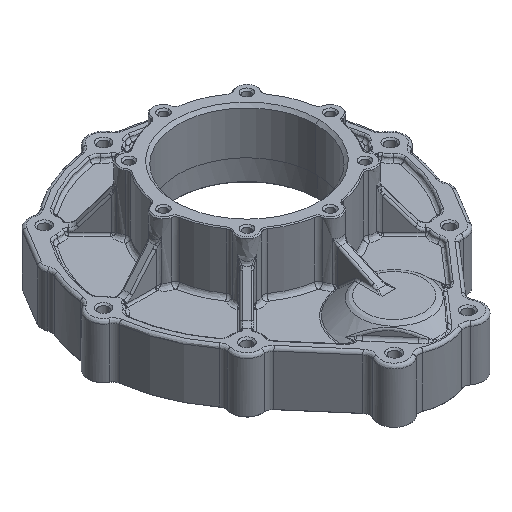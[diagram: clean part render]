
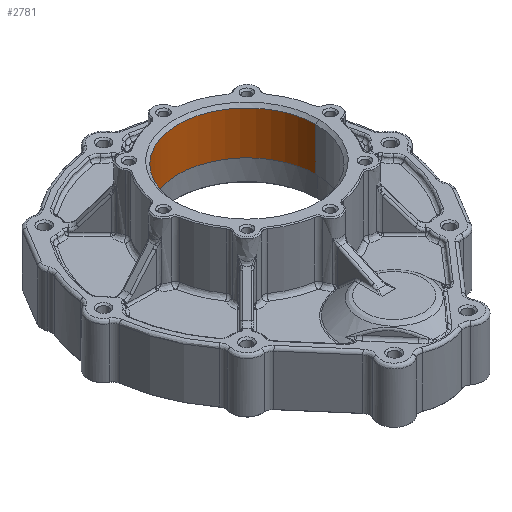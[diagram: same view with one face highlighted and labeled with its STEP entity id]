
A CAD part, isometric view. The second image highlights one B-rep face of the part: STEP entity #2781.
In plain terms, the highlighted free-form (B-spline) face has degree [2, 1] with [5, 2] control points.
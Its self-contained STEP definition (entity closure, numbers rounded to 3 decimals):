
#2781 = ADVANCED_FACE('',(#2782),#2818,.T.);
#2782 = FACE_BOUND('',#2783,.T.);
#2783 = EDGE_LOOP('',(#2784,#2793,#2803,#2810));
#2784 = ORIENTED_EDGE('',*,*,#2785,.F.);
#2785 = EDGE_CURVE('',#2786,#2788,#2790,.T.);
#2786 = VERTEX_POINT('',#2787);
#2787 = CARTESIAN_POINT('',(71.917,0.,
    111.984));
#2788 = VERTEX_POINT('',#2789);
#2789 = CARTESIAN_POINT('',(71.917,0.,66.78));
#2790 = B_SPLINE_CURVE_WITH_KNOTS('',1,(#2791,#2792),.UNSPECIFIED.,.F.,
  .F.,(2,2),(0.,44.),.PIECEWISE_BEZIER_KNOTS.);
#2791 = CARTESIAN_POINT('',(71.917,0.,111.984));
#2792 = CARTESIAN_POINT('',(71.917,0.,66.78));
#2793 = ORIENTED_EDGE('',*,*,#2794,.F.);
#2794 = EDGE_CURVE('',#2795,#2786,#2797,.T.);
#2795 = VERTEX_POINT('',#2796);
#2796 = CARTESIAN_POINT('',(-71.917,0.,111.984));
#2797 = ( BOUNDED_CURVE() B_SPLINE_CURVE(2,(#2798,#2799,#2800,#2801,
#2802),.UNSPECIFIED.,.F.,.F.) B_SPLINE_CURVE_WITH_KNOTS((3,2,3),(0.,
1.571,3.142),.PIECEWISE_BEZIER_KNOTS.) CURVE() 
GEOMETRIC_REPRESENTATION_ITEM() RATIONAL_B_SPLINE_CURVE((1.,
0.707,1.,0.707,1.)) REPRESENTATION_ITEM('') );
#2798 = CARTESIAN_POINT('',(-71.917,0.,111.984));
#2799 = CARTESIAN_POINT('',(-71.917,71.917,
    111.984));
#2800 = CARTESIAN_POINT('',(0.,71.917,
    111.984));
#2801 = CARTESIAN_POINT('',(71.917,71.917,
    111.984));
#2802 = CARTESIAN_POINT('',(71.917,0.,
    111.984));
#2803 = ORIENTED_EDGE('',*,*,#2804,.T.);
#2804 = EDGE_CURVE('',#2795,#2805,#2807,.T.);
#2805 = VERTEX_POINT('',#2806);
#2806 = CARTESIAN_POINT('',(-71.917,0.,
    66.78));
#2807 = B_SPLINE_CURVE_WITH_KNOTS('',1,(#2808,#2809),.UNSPECIFIED.,.F.,
  .F.,(2,2),(0.,44.),.PIECEWISE_BEZIER_KNOTS.);
#2808 = CARTESIAN_POINT('',(-71.917,0.,
    111.984));
#2809 = CARTESIAN_POINT('',(-71.917,0.,
    66.78));
#2810 = ORIENTED_EDGE('',*,*,#2811,.T.);
#2811 = EDGE_CURVE('',#2805,#2788,#2812,.T.);
#2812 = ( BOUNDED_CURVE() B_SPLINE_CURVE(2,(#2813,#2814,#2815,#2816,
#2817),.UNSPECIFIED.,.F.,.F.) B_SPLINE_CURVE_WITH_KNOTS((3,2,3),(
    3.142,4.712,6.283),
.PIECEWISE_BEZIER_KNOTS.) CURVE() GEOMETRIC_REPRESENTATION_ITEM() 
RATIONAL_B_SPLINE_CURVE((1.,0.707,1.,0.707,1.)) 
REPRESENTATION_ITEM('') );
#2813 = CARTESIAN_POINT('',(-71.917,0.,
    66.78));
#2814 = CARTESIAN_POINT('',(-71.917,71.917,
    66.78));
#2815 = CARTESIAN_POINT('',(0.,71.917,
    66.78));
#2816 = CARTESIAN_POINT('',(71.917,71.917,
    66.78));
#2817 = CARTESIAN_POINT('',(71.917,0.,
    66.78));
#2818 = ( BOUNDED_SURFACE() B_SPLINE_SURFACE(2,1,(
    (#2819,#2820)
    ,(#2821,#2822)
    ,(#2823,#2824)
    ,(#2825,#2826)
    ,(#2827,#2828
)),.UNSPECIFIED.,.F.,.F.,.F.) B_SPLINE_SURFACE_WITH_KNOTS((3,2,3),(2,2),
  (0.,1.571,3.142),(2.2,46.2),
.PIECEWISE_BEZIER_KNOTS.) GEOMETRIC_REPRESENTATION_ITEM() 
RATIONAL_B_SPLINE_SURFACE((
    (1.,1.)
    ,(0.707,0.707)
    ,(1.,1.)
    ,(0.707,0.707)
,(1.,1.))) REPRESENTATION_ITEM('') SURFACE() );
#2819 = CARTESIAN_POINT('',(71.917,0.,
    111.984));
#2820 = CARTESIAN_POINT('',(71.917,0.,
    66.78));
#2821 = CARTESIAN_POINT('',(71.917,71.917,
    111.984));
#2822 = CARTESIAN_POINT('',(71.917,71.917,
    66.78));
#2823 = CARTESIAN_POINT('',(0.,71.917,
    111.984));
#2824 = CARTESIAN_POINT('',(0.,71.917,
    66.78));
#2825 = CARTESIAN_POINT('',(-71.917,71.917,
    111.984));
#2826 = CARTESIAN_POINT('',(-71.917,71.917,
    66.78));
#2827 = CARTESIAN_POINT('',(-71.917,0.,
    111.984));
#2828 = CARTESIAN_POINT('',(-71.917,0.,
    66.78));
